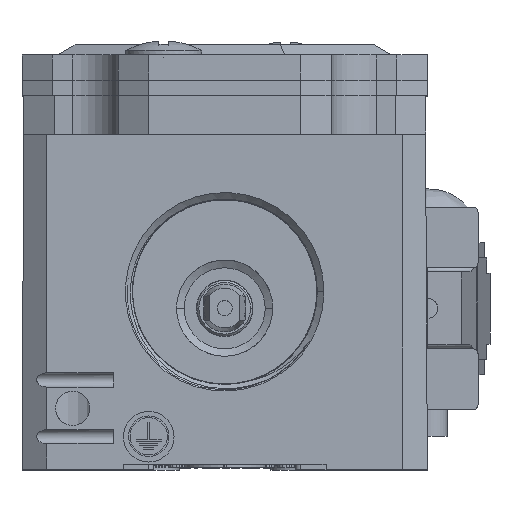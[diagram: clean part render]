
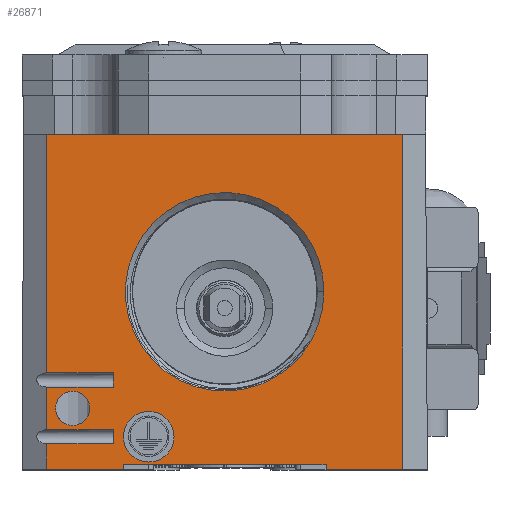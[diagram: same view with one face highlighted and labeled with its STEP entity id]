
A CAD part, top view. The second image highlights one B-rep face of the part: STEP entity #26871.
In plain terms, the highlighted planar face has unit normal (0, 0, 1).
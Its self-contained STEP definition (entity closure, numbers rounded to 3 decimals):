
#2526=DIRECTION('',(1.,0.,0.));
#2527=VECTOR('',#2526,20.);
#2528=CARTESIAN_POINT('',(-10.,0.5,77.5));
#2529=LINE('',#2528,#2527);
#3936=DIRECTION('',(1.,0.,0.));
#3937=VECTOR('',#3936,35.101);
#3938=CARTESIAN_POINT('',(-17.551,33.,77.5));
#3939=LINE('',#3938,#3937);
#3940=DIRECTION('',(0.,-1.,0.));
#3941=VECTOR('',#3940,33.);
#3942=CARTESIAN_POINT('',(17.551,33.,77.5));
#3943=LINE('',#3942,#3941);
#3944=DIRECTION('',(-1.,0.,0.));
#3945=VECTOR('',#3944,7.551);
#3946=CARTESIAN_POINT('',(17.551,0.,77.5));
#3947=LINE('',#3946,#3945);
#3948=DIRECTION('',(0.,-1.,0.));
#3949=VECTOR('',#3948,0.5);
#3950=CARTESIAN_POINT('',(-10.,0.5,77.5));
#3951=LINE('',#3950,#3949);
#3952=DIRECTION('',(-1.,0.,0.));
#3953=VECTOR('',#3952,7.551);
#3954=CARTESIAN_POINT('',(-10.,0.,77.5));
#3955=LINE('',#3954,#3953);
#3956=CARTESIAN_POINT('',(-15.,6.,77.5));
#3957=DIRECTION('',(0.,0.,1.));
#3958=DIRECTION('',(1.,0.,0.));
#3959=AXIS2_PLACEMENT_3D('',#3956,#3957,#3958);
#3961=CARTESIAN_POINT('',(-15.,6.,77.5));
#3962=DIRECTION('',(0.,0.,1.));
#3963=DIRECTION('',(-1.,0.,0.));
#3964=AXIS2_PLACEMENT_3D('',#3961,#3962,#3963);
#3966=CARTESIAN_POINT('',(-7.5,3.2,77.5));
#3967=DIRECTION('',(0.,0.,1.));
#3968=DIRECTION('',(1.,0.,0.));
#3969=AXIS2_PLACEMENT_3D('',#3966,#3967,#3968);
#3971=CARTESIAN_POINT('',(-7.5,3.2,77.5));
#3972=DIRECTION('',(0.,0.,1.));
#3973=DIRECTION('',(-1.,0.,0.));
#3974=AXIS2_PLACEMENT_3D('',#3971,#3972,#3973);
#3976=CARTESIAN_POINT('',(0.,17.5,77.5));
#3977=DIRECTION('',(0.,0.,1.));
#3978=DIRECTION('',(1.,0.,0.));
#3979=AXIS2_PLACEMENT_3D('',#3976,#3977,#3978);
#3981=CARTESIAN_POINT('',(0.,17.5,77.5));
#3982=DIRECTION('',(0.,0.,1.));
#3983=DIRECTION('',(-0.909,-0.417,0.));
#3984=AXIS2_PLACEMENT_3D('',#3981,#3982,#3983);
#3986=DIRECTION('',(0.,-1.,0.));
#3987=VECTOR('',#3986,1.4);
#3988=CARTESIAN_POINT('',(-11.,9.5,77.5));
#3989=LINE('',#3988,#3987);
#3995=DIRECTION('',(1.,0.,0.));
#3996=VECTOR('',#3995,6.551);
#3997=CARTESIAN_POINT('',(-17.551,9.5,77.5));
#3998=LINE('',#3997,#3996);
#3999=DIRECTION('',(-1.,0.,0.));
#4000=VECTOR('',#3999,6.551);
#4001=CARTESIAN_POINT('',(-11.,8.1,77.5));
#4002=LINE('',#4001,#4000);
#4013=DIRECTION('',(0.,-1.,0.));
#4014=VECTOR('',#4013,2.5);
#4015=CARTESIAN_POINT('',(-17.551,2.5,77.5));
#4016=LINE('',#4015,#4014);
#4017=DIRECTION('',(0.,-1.,0.));
#4018=VECTOR('',#4017,23.5);
#4019=CARTESIAN_POINT('',(-17.551,33.,77.5));
#4020=LINE('',#4019,#4018);
#4021=DIRECTION('',(0.,-1.,0.));
#4022=VECTOR('',#4021,4.2);
#4023=CARTESIAN_POINT('',(-17.551,8.1,77.5));
#4024=LINE('',#4023,#4022);
#4124=DIRECTION('',(0.,-1.,0.));
#4125=VECTOR('',#4124,0.5);
#4126=CARTESIAN_POINT('',(10.,0.5,77.5));
#4127=LINE('',#4126,#4125);
#4334=DIRECTION('',(1.,0.,0.));
#4335=VECTOR('',#4334,6.551);
#4336=CARTESIAN_POINT('',(-17.551,3.9,77.5));
#4337=LINE('',#4336,#4335);
#4338=DIRECTION('',(-1.,0.,0.));
#4339=VECTOR('',#4338,6.551);
#4340=CARTESIAN_POINT('',(-11.,2.5,77.5));
#4341=LINE('',#4340,#4339);
#4352=DIRECTION('',(0.,-1.,0.));
#4353=VECTOR('',#4352,1.4);
#4354=CARTESIAN_POINT('',(-11.,3.9,77.5));
#4355=LINE('',#4354,#4353);
#20298=CARTESIAN_POINT('',(-10.,0.5,77.5));
#20299=VERTEX_POINT('',#20298);
#20300=CARTESIAN_POINT('',(10.,0.5,77.5));
#20301=VERTEX_POINT('',#20300);
#20864=CARTESIAN_POINT('',(-10.,0.,77.5));
#20866=VERTEX_POINT('',#20864);
#20867=CARTESIAN_POINT('',(-17.551,0.,77.5));
#20868=VERTEX_POINT('',#20867);
#20877=CARTESIAN_POINT('',(-11.,9.5,77.5));
#20878=CARTESIAN_POINT('',(-11.,8.1,77.5));
#20879=VERTEX_POINT('',#20877);
#20880=VERTEX_POINT('',#20878);
#20881=CARTESIAN_POINT('',(-17.551,9.5,77.5));
#20882=VERTEX_POINT('',#20881);
#20883=CARTESIAN_POINT('',(-17.551,33.,77.5));
#20884=VERTEX_POINT('',#20883);
#20885=CARTESIAN_POINT('',(17.551,33.,77.5));
#20886=VERTEX_POINT('',#20885);
#20887=CARTESIAN_POINT('',(17.551,0.,77.5));
#20888=VERTEX_POINT('',#20887);
#20889=CARTESIAN_POINT('',(10.,0.,77.5));
#20890=VERTEX_POINT('',#20889);
#20891=CARTESIAN_POINT('',(-17.551,2.5,77.5));
#20892=VERTEX_POINT('',#20891);
#20893=CARTESIAN_POINT('',(-11.,2.5,77.5));
#20894=VERTEX_POINT('',#20893);
#20895=CARTESIAN_POINT('',(-11.,3.9,77.5));
#20896=VERTEX_POINT('',#20895);
#20897=CARTESIAN_POINT('',(-17.551,3.9,77.5));
#20898=VERTEX_POINT('',#20897);
#20899=CARTESIAN_POINT('',(-17.551,8.1,77.5));
#20900=VERTEX_POINT('',#20899);
#20901=CARTESIAN_POINT('',(-13.3,6.,77.5));
#20902=CARTESIAN_POINT('',(-16.7,6.,77.5));
#20903=VERTEX_POINT('',#20901);
#20904=VERTEX_POINT('',#20902);
#20905=CARTESIAN_POINT('',(-5.,3.2,77.5));
#20906=CARTESIAN_POINT('',(-10.,3.2,77.5));
#20907=VERTEX_POINT('',#20905);
#20908=VERTEX_POINT('',#20906);
#23887=CARTESIAN_POINT('',(9.798,17.5,77.5));
#23888=CARTESIAN_POINT('',(-8.904,13.411,77.5));
#23889=VERTEX_POINT('',#23887);
#23890=VERTEX_POINT('',#23888);
#26817=CARTESIAN_POINT('',(0.,0.,77.5));
#26818=DIRECTION('',(0.,0.,-1.));
#26819=DIRECTION('',(-1.,0.,0.));
#26820=AXIS2_PLACEMENT_3D('',#26817,#26818,#26819);
#26821=PLANE('',#26820);
#26823=ORIENTED_EDGE('',*,*,#26822,.F.);
#26825=ORIENTED_EDGE('',*,*,#26824,.F.);
#26827=ORIENTED_EDGE('',*,*,#26826,.F.);
#26829=ORIENTED_EDGE('',*,*,#26828,.T.);
#26831=ORIENTED_EDGE('',*,*,#26830,.T.);
#26833=ORIENTED_EDGE('',*,*,#26832,.T.);
#26835=ORIENTED_EDGE('',*,*,#26834,.F.);
#26836=ORIENTED_EDGE('',*,*,#25879,.F.);
#26837=ORIENTED_EDGE('',*,*,#26808,.T.);
#26838=ORIENTED_EDGE('',*,*,#26788,.T.);
#26840=ORIENTED_EDGE('',*,*,#26839,.F.);
#26842=ORIENTED_EDGE('',*,*,#26841,.F.);
#26844=ORIENTED_EDGE('',*,*,#26843,.F.);
#26846=ORIENTED_EDGE('',*,*,#26845,.F.);
#26848=ORIENTED_EDGE('',*,*,#26847,.F.);
#26850=ORIENTED_EDGE('',*,*,#26849,.F.);
#26851=EDGE_LOOP('',(#26823,#26825,#26827,#26829,#26831,#26833,#26835,#26836,
#26837,#26838,#26840,#26842,#26844,#26846,#26848,#26850));
#26852=FACE_OUTER_BOUND('',#26851,.F.);
#26854=ORIENTED_EDGE('',*,*,#26853,.T.);
#26856=ORIENTED_EDGE('',*,*,#26855,.T.);
#26857=EDGE_LOOP('',(#26854,#26856));
#26858=FACE_BOUND('',#26857,.F.);
#26860=ORIENTED_EDGE('',*,*,#26859,.T.);
#26862=ORIENTED_EDGE('',*,*,#26861,.T.);
#26863=EDGE_LOOP('',(#26860,#26862));
#26864=FACE_BOUND('',#26863,.F.);
#26866=ORIENTED_EDGE('',*,*,#26865,.T.);
#26868=ORIENTED_EDGE('',*,*,#26867,.T.);
#26869=EDGE_LOOP('',(#26866,#26868));
#26870=FACE_BOUND('',#26869,.F.);
#26871=ADVANCED_FACE('',(#26852,#26858,#26864,#26870),#26821,.F.);
#3960=CIRCLE('',#3959,1.7);
#3965=CIRCLE('',#3964,1.7);
#3970=CIRCLE('',#3969,2.5);
#3975=CIRCLE('',#3974,2.5);
#3980=CIRCLE('',#3979,9.798);
#3985=CIRCLE('',#3984,9.798);
#25879=EDGE_CURVE('',#20299,#20301,#2529,.T.);
#26788=EDGE_CURVE('',#20866,#20868,#3955,.T.);
#26808=EDGE_CURVE('',#20299,#20866,#3951,.T.);
#26822=EDGE_CURVE('',#20879,#20880,#3989,.T.);
#26824=EDGE_CURVE('',#20882,#20879,#3998,.T.);
#26826=EDGE_CURVE('',#20884,#20882,#4020,.T.);
#26828=EDGE_CURVE('',#20884,#20886,#3939,.T.);
#26830=EDGE_CURVE('',#20886,#20888,#3943,.T.);
#26832=EDGE_CURVE('',#20888,#20890,#3947,.T.);
#26834=EDGE_CURVE('',#20301,#20890,#4127,.T.);
#26839=EDGE_CURVE('',#20892,#20868,#4016,.T.);
#26841=EDGE_CURVE('',#20894,#20892,#4341,.T.);
#26843=EDGE_CURVE('',#20896,#20894,#4355,.T.);
#26845=EDGE_CURVE('',#20898,#20896,#4337,.T.);
#26847=EDGE_CURVE('',#20900,#20898,#4024,.T.);
#26849=EDGE_CURVE('',#20880,#20900,#4002,.T.);
#26853=EDGE_CURVE('',#20903,#20904,#3960,.T.);
#26855=EDGE_CURVE('',#20904,#20903,#3965,.T.);
#26859=EDGE_CURVE('',#20907,#20908,#3970,.T.);
#26861=EDGE_CURVE('',#20908,#20907,#3975,.T.);
#26865=EDGE_CURVE('',#23889,#23890,#3980,.T.);
#26867=EDGE_CURVE('',#23890,#23889,#3985,.T.);
